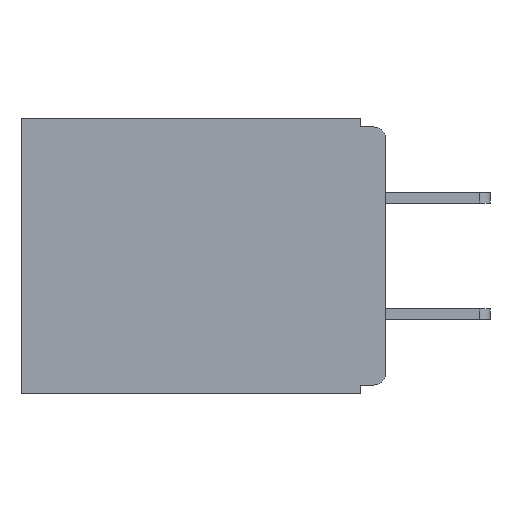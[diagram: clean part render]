
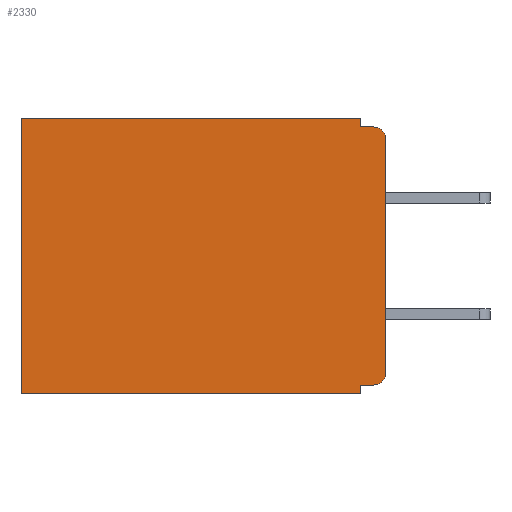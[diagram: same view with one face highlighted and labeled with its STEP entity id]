
A CAD part, left-side view. The second image highlights one B-rep face of the part: STEP entity #2330.
In plain terms, the highlighted planar face has unit normal (-1, 0, 0).
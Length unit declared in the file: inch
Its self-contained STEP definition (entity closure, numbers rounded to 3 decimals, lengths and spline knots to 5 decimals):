
#259 = CARTESIAN_POINT ( 'NONE',  ( 0.3, 0., 0. ) ) ;
#347 = LINE ( 'NONE', #5808, #7944 ) ;
#469 = CARTESIAN_POINT ( 'NONE',  ( 0.3, 0.031, 0. ) ) ;
#503 = VECTOR ( 'NONE', #12376, 39.37008 ) ;
#583 = ORIENTED_EDGE ( 'NONE', *, *, #8540, .F. ) ;
#1299 = CARTESIAN_POINT ( 'NONE',  ( 0.3, 0.031, 0. ) ) ;
#1523 = CARTESIAN_POINT ( 'NONE',  ( 0.3, 0.437, 0. ) ) ;
#1589 = PLANE ( 'NONE',  #6671 ) ;
#1630 = CIRCLE ( 'NONE', #2045, 0.015 ) ;
#1739 = VERTEX_POINT ( 'NONE', #12243 ) ;
#1766 = VERTEX_POINT ( 'NONE', #469 ) ;
#1850 = DIRECTION ( 'NONE',  ( -1., 0., 0. ) ) ;
#2045 = AXIS2_PLACEMENT_3D ( 'NONE', #7813, #1850, #8833 ) ;
#2056 = CARTESIAN_POINT ( 'NONE',  ( 0.3, 0.031, -0.32 ) ) ;
#2280 = EDGE_CURVE ( 'NONE', #12398, #6602, #3122, .T. ) ;
#2291 = DIRECTION ( 'NONE',  ( 0., 1., 0. ) ) ;
#2330 = ADVANCED_FACE ( 'NONE', ( #7792 ), #1589, .F. ) ;
#2454 = DIRECTION ( 'NONE',  ( 0., -1., 0. ) ) ;
#2536 = EDGE_CURVE ( 'NONE', #12305, #4649, #347, .T. ) ;
#2537 = VECTOR ( 'NONE', #2454, 39.37008 ) ;
#2690 = CARTESIAN_POINT ( 'NONE',  ( 0.3, 0.031, -0.01 ) ) ;
#2802 = DIRECTION ( 'NONE',  ( -1., 0., 0. ) ) ;
#3122 = LINE ( 'NONE', #3631, #503 ) ;
#3418 = ORIENTED_EDGE ( 'NONE', *, *, #10501, .T. ) ;
#3447 = VECTOR ( 'NONE', #5228, 39.37008 ) ;
#3567 = VERTEX_POINT ( 'NONE', #1523 ) ;
#3631 = CARTESIAN_POINT ( 'NONE',  ( 0.3, 0., -0.33 ) ) ;
#3720 = LINE ( 'NONE', #259, #6355 ) ;
#4011 = CARTESIAN_POINT ( 'NONE',  ( 0.3, 0.015, -0.32 ) ) ;
#4180 = CARTESIAN_POINT ( 'NONE',  ( 0.3, 0., -0.025 ) ) ;
#4184 = CARTESIAN_POINT ( 'NONE',  ( 0.3, 0.031, -0.33 ) ) ;
#4293 = VECTOR ( 'NONE', #10243, 39.37008 ) ;
#4649 = VERTEX_POINT ( 'NONE', #2056 ) ;
#4819 = EDGE_CURVE ( 'NONE', #11964, #10213, #10268, .T. ) ;
#4930 = CARTESIAN_POINT ( 'NONE',  ( 0.3, 0., -0.305 ) ) ;
#4950 = DIRECTION ( 'NONE',  ( 0., 0., -1. ) ) ;
#4969 = DIRECTION ( 'NONE',  ( 1., 0., 0. ) ) ;
#5228 = DIRECTION ( 'NONE',  ( 0., 0., -1. ) ) ;
#5808 = CARTESIAN_POINT ( 'NONE',  ( 0.3, 0., -0.32 ) ) ;
#5869 = AXIS2_PLACEMENT_3D ( 'NONE', #8784, #2802, #9804 ) ;
#6082 = LINE ( 'NONE', #1299, #3447 ) ;
#6140 = DIRECTION ( 'NONE',  ( 0., 1., 0. ) ) ;
#6355 = VECTOR ( 'NONE', #6140, 39.37008 ) ;
#6602 = VERTEX_POINT ( 'NONE', #4930 ) ;
#6654 = VECTOR ( 'NONE', #11287, 39.37008 ) ;
#6671 = AXIS2_PLACEMENT_3D ( 'NONE', #9001, #4969, #4950 ) ;
#6974 = LINE ( 'NONE', #10279, #6654 ) ;
#7409 = CARTESIAN_POINT ( 'NONE',  ( 0.3, 0., -0.01 ) ) ;
#7792 = FACE_OUTER_BOUND ( 'NONE', #8737, .T. ) ;
#7813 = CARTESIAN_POINT ( 'NONE',  ( 0.3, 0.015, -0.025 ) ) ;
#7944 = VECTOR ( 'NONE', #2291, 39.37008 ) ;
#8109 = VERTEX_POINT ( 'NONE', #2690 ) ;
#8172 = ORIENTED_EDGE ( 'NONE', *, *, #11829, .F. ) ;
#8457 = CARTESIAN_POINT ( 'NONE',  ( 0.3, 0.031, -0.33 ) ) ;
#8477 = ORIENTED_EDGE ( 'NONE', *, *, #4819, .F. ) ;
#8540 = EDGE_CURVE ( 'NONE', #8109, #1739, #10532, .T. ) ;
#8737 = EDGE_LOOP ( 'NONE', ( #12050, #11705, #583, #8172, #9246, #3418, #8477, #9528, #10931, #9322 ) ) ;
#8784 = CARTESIAN_POINT ( 'NONE',  ( 0.3, 0.015, -0.305 ) ) ;
#8801 = DIRECTION ( 'NONE',  ( 0., 1., 0. ) ) ;
#8802 = EDGE_CURVE ( 'NONE', #12305, #6602, #9727, .T. ) ;
#8833 = DIRECTION ( 'NONE',  ( 0., 0., -1. ) ) ;
#9001 = CARTESIAN_POINT ( 'NONE',  ( 0.3, 0., -0.33 ) ) ;
#9246 = ORIENTED_EDGE ( 'NONE', *, *, #9699, .T. ) ;
#9322 = ORIENTED_EDGE ( 'NONE', *, *, #8802, .T. ) ;
#9473 = CARTESIAN_POINT ( 'NONE',  ( 0.3, 0., -0.33 ) ) ;
#9528 = ORIENTED_EDGE ( 'NONE', *, *, #10493, .F. ) ;
#9674 = LINE ( 'NONE', #4184, #4293 ) ;
#9699 = EDGE_CURVE ( 'NONE', #1766, #3567, #3720, .T. ) ;
#9727 = CIRCLE ( 'NONE', #5869, 0.015 ) ;
#9804 = DIRECTION ( 'NONE',  ( 0., 0., -1. ) ) ;
#10091 = CARTESIAN_POINT ( 'NONE',  ( 0.3, 0.437, -0.33 ) ) ;
#10213 = VERTEX_POINT ( 'NONE', #10091 ) ;
#10243 = DIRECTION ( 'NONE',  ( 0., 0., -1. ) ) ;
#10268 = LINE ( 'NONE', #9473, #12587 ) ;
#10279 = CARTESIAN_POINT ( 'NONE',  ( 0.3, 0.437, -0.33 ) ) ;
#10493 = EDGE_CURVE ( 'NONE', #4649, #11964, #9674, .T. ) ;
#10501 = EDGE_CURVE ( 'NONE', #3567, #10213, #6974, .T. ) ;
#10532 = LINE ( 'NONE', #7409, #2537 ) ;
#10931 = ORIENTED_EDGE ( 'NONE', *, *, #2536, .F. ) ;
#11287 = DIRECTION ( 'NONE',  ( 0., 0., -1. ) ) ;
#11495 = EDGE_CURVE ( 'NONE', #12398, #1739, #1630, .T. ) ;
#11705 = ORIENTED_EDGE ( 'NONE', *, *, #11495, .T. ) ;
#11829 = EDGE_CURVE ( 'NONE', #1766, #8109, #6082, .T. ) ;
#11964 = VERTEX_POINT ( 'NONE', #8457 ) ;
#12050 = ORIENTED_EDGE ( 'NONE', *, *, #2280, .F. ) ;
#12243 = CARTESIAN_POINT ( 'NONE',  ( 0.3, 0.015, -0.01 ) ) ;
#12305 = VERTEX_POINT ( 'NONE', #4011 ) ;
#12376 = DIRECTION ( 'NONE',  ( 0., 0., -1. ) ) ;
#12398 = VERTEX_POINT ( 'NONE', #4180 ) ;
#12587 = VECTOR ( 'NONE', #8801, 39.37008 ) ;
